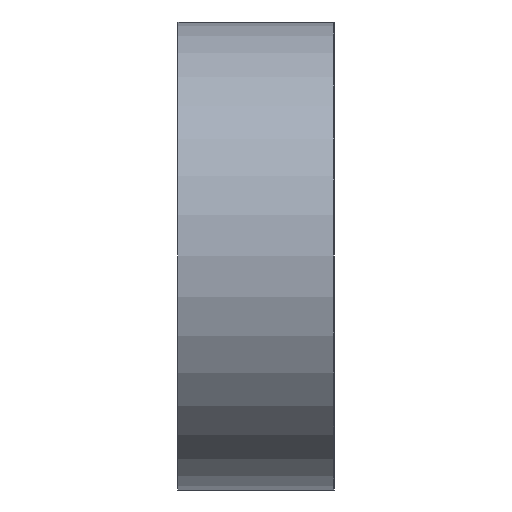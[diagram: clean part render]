
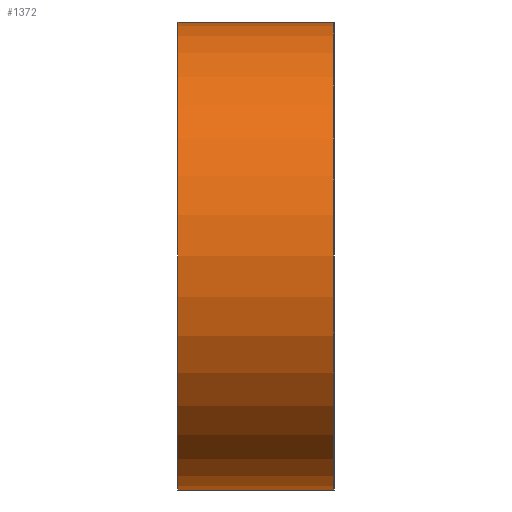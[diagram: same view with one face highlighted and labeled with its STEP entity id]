
A CAD part, left-side view. The second image highlights one B-rep face of the part: STEP entity #1372.
In plain terms, the highlighted cylindrical face has radius 4.763 mm (diameter 9.525 mm), a partial arc.
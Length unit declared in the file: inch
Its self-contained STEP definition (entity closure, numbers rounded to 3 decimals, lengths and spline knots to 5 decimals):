
#55 = AXIS2_PLACEMENT_3D ( 'NONE', #1217, #475, #1350 ) ;
#85 = VERTEX_POINT ( 'NONE', #402 ) ;
#106 = DIRECTION ( 'NONE',  ( 0., -1., 0. ) ) ;
#201 = CARTESIAN_POINT ( 'NONE',  ( -3.465, 0.125, 0.1875 ) ) ;
#202 = VECTOR ( 'NONE', #1479, 39.37008 ) ;
#216 = CARTESIAN_POINT ( 'NONE',  ( -3.465, 0., -0.1875 ) ) ;
#244 = DIRECTION ( 'NONE',  ( 0., 0., -1. ) ) ;
#253 = ORIENTED_EDGE ( 'NONE', *, *, #1280, .T. ) ;
#342 = EDGE_LOOP ( 'NONE', ( #1302, #742, #606, #253 ) ) ;
#375 = CARTESIAN_POINT ( 'NONE',  ( -3.465, 0.125, 0.1875 ) ) ;
#376 = CIRCLE ( 'NONE', #1289, 0.1875 ) ;
#402 = CARTESIAN_POINT ( 'NONE',  ( -3.465, 0., 0.1875 ) ) ;
#474 = VERTEX_POINT ( 'NONE', #216 ) ;
#475 = DIRECTION ( 'NONE',  ( 0., 1., 0. ) ) ;
#488 = CARTESIAN_POINT ( 'NONE',  ( -3.465, 0.125, -0.1875 ) ) ;
#582 = DIRECTION ( 'NONE',  ( 0., 1., 0. ) ) ;
#584 = VERTEX_POINT ( 'NONE', #375 ) ;
#606 = ORIENTED_EDGE ( 'NONE', *, *, #1216, .F. ) ;
#662 = VECTOR ( 'NONE', #1076, 39.37008 ) ;
#735 = LINE ( 'NONE', #201, #662 ) ;
#738 = CARTESIAN_POINT ( 'NONE',  ( -3.465, 0.125, 0. ) ) ;
#742 = ORIENTED_EDGE ( 'NONE', *, *, #1183, .F. ) ;
#818 = AXIS2_PLACEMENT_3D ( 'NONE', #738, #106, #244 ) ;
#868 = LINE ( 'NONE', #1363, #202 ) ;
#1046 = CYLINDRICAL_SURFACE ( 'NONE', #818, 0.1875 ) ;
#1076 = DIRECTION ( 'NONE',  ( 0., -1., 0. ) ) ;
#1130 = EDGE_CURVE ( 'NONE', #474, #85, #376, .T. ) ;
#1183 = EDGE_CURVE ( 'NONE', #584, #85, #735, .T. ) ;
#1216 = EDGE_CURVE ( 'NONE', #1339, #584, #1622, .T. ) ;
#1217 = CARTESIAN_POINT ( 'NONE',  ( -3.465, 0.125, 0. ) ) ;
#1280 = EDGE_CURVE ( 'NONE', #1339, #474, #868, .T. ) ;
#1289 = AXIS2_PLACEMENT_3D ( 'NONE', #1340, #582, #1456 ) ;
#1302 = ORIENTED_EDGE ( 'NONE', *, *, #1130, .T. ) ;
#1339 = VERTEX_POINT ( 'NONE', #488 ) ;
#1340 = CARTESIAN_POINT ( 'NONE',  ( -3.465, 0., 0. ) ) ;
#1350 = DIRECTION ( 'NONE',  ( 0., 0., 1. ) ) ;
#1363 = CARTESIAN_POINT ( 'NONE',  ( -3.465, 0.125, -0.1875 ) ) ;
#1372 = ADVANCED_FACE ( 'NONE', ( #1398 ), #1046, .T. ) ;
#1398 = FACE_OUTER_BOUND ( 'NONE', #342, .T. ) ;
#1456 = DIRECTION ( 'NONE',  ( 0., 0., 1. ) ) ;
#1479 = DIRECTION ( 'NONE',  ( 0., -1., 0. ) ) ;
#1622 = CIRCLE ( 'NONE', #55, 0.1875 ) ;
